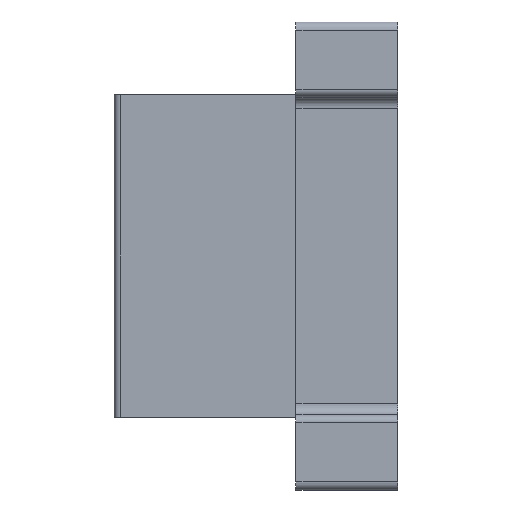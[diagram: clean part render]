
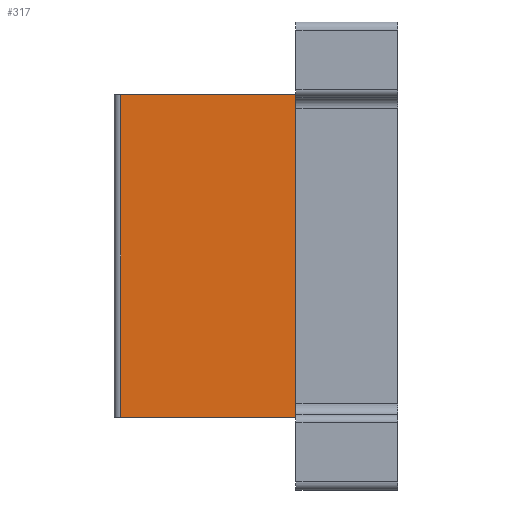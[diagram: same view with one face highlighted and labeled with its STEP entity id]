
A CAD part, left-side view. The second image highlights one B-rep face of the part: STEP entity #317.
In plain terms, the highlighted planar face has unit normal (-1, 0, 0).
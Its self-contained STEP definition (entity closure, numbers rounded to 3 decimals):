
#32 = VERTEX_POINT ( 'NONE', #783 ) ;
#53 = LINE ( 'NONE', #75, #418 ) ;
#75 = CARTESIAN_POINT ( 'NONE',  ( -14.75, -16.3, 30. ) ) ;
#317 = ADVANCED_FACE ( 'NONE', ( #1450 ), #4137, .F. ) ;
#418 = VECTOR ( 'NONE', #2062, 1000. ) ;
#593 = CARTESIAN_POINT ( 'NONE',  ( -14.75, -16.3, 30. ) ) ;
#641 = ORIENTED_EDGE ( 'NONE', *, *, #3051, .F. ) ;
#691 = EDGE_LOOP ( 'NONE', ( #1014, #2353, #641, #2254, #2497, #3501 ) ) ;
#752 = EDGE_CURVE ( 'NONE', #2882, #32, #1777, .T. ) ;
#783 = CARTESIAN_POINT ( 'NONE',  ( -14.75, 16.3, -30. ) ) ;
#785 = LINE ( 'NONE', #2795, #3135 ) ;
#871 = EDGE_CURVE ( 'NONE', #3862, #3989, #2867, .T. ) ;
#920 = LINE ( 'NONE', #593, #3337 ) ;
#1014 = ORIENTED_EDGE ( 'NONE', *, *, #1260, .T. ) ;
#1152 = VECTOR ( 'NONE', #2847, 1000. ) ;
#1224 = AXIS2_PLACEMENT_3D ( 'NONE', #3466, #2440, #4052 ) ;
#1260 = EDGE_CURVE ( 'NONE', #32, #3989, #3647, .T. ) ;
#1450 = FACE_OUTER_BOUND ( 'NONE', #691, .T. ) ;
#1595 = DIRECTION ( 'NONE',  ( 0., 0., -1. ) ) ;
#1775 = CARTESIAN_POINT ( 'NONE',  ( -14.75, -16.3, -29.5 ) ) ;
#1777 = LINE ( 'NONE', #4132, #3802 ) ;
#1992 = DIRECTION ( 'NONE',  ( 0., -1., 0. ) ) ;
#2062 = DIRECTION ( 'NONE',  ( 0., -1., 0. ) ) ;
#2090 = VERTEX_POINT ( 'NONE', #2343 ) ;
#2204 = CARTESIAN_POINT ( 'NONE',  ( -14.75, 16.3, 30. ) ) ;
#2254 = ORIENTED_EDGE ( 'NONE', *, *, #2407, .F. ) ;
#2334 = CARTESIAN_POINT ( 'NONE',  ( -14.75, -16.3, -30. ) ) ;
#2343 = CARTESIAN_POINT ( 'NONE',  ( -14.75, -16.3, 30. ) ) ;
#2353 = ORIENTED_EDGE ( 'NONE', *, *, #871, .F. ) ;
#2407 = EDGE_CURVE ( 'NONE', #2090, #2671, #920, .T. ) ;
#2440 = DIRECTION ( 'NONE',  ( 1., 0., 0. ) ) ;
#2497 = ORIENTED_EDGE ( 'NONE', *, *, #3730, .F. ) ;
#2599 = CARTESIAN_POINT ( 'NONE',  ( -14.75, -16.3, -30. ) ) ;
#2671 = VERTEX_POINT ( 'NONE', #3437 ) ;
#2760 = VECTOR ( 'NONE', #1992, 1000. ) ;
#2795 = CARTESIAN_POINT ( 'NONE',  ( -14.75, -16.3, 30. ) ) ;
#2847 = DIRECTION ( 'NONE',  ( 0., 0., -1. ) ) ;
#2867 = LINE ( 'NONE', #3831, #1152 ) ;
#2882 = VERTEX_POINT ( 'NONE', #2204 ) ;
#3051 = EDGE_CURVE ( 'NONE', #2671, #3862, #785, .T. ) ;
#3135 = VECTOR ( 'NONE', #4123, 1000. ) ;
#3337 = VECTOR ( 'NONE', #1595, 1000. ) ;
#3437 = CARTESIAN_POINT ( 'NONE',  ( -14.75, -16.3, 29.5 ) ) ;
#3466 = CARTESIAN_POINT ( 'NONE',  ( -14.75, -16.3, 30. ) ) ;
#3501 = ORIENTED_EDGE ( 'NONE', *, *, #752, .T. ) ;
#3647 = LINE ( 'NONE', #2334, #2760 ) ;
#3730 = EDGE_CURVE ( 'NONE', #2882, #2090, #53, .T. ) ;
#3802 = VECTOR ( 'NONE', #4067, 1000. ) ;
#3831 = CARTESIAN_POINT ( 'NONE',  ( -14.75, -16.3, 30. ) ) ;
#3862 = VERTEX_POINT ( 'NONE', #1775 ) ;
#3989 = VERTEX_POINT ( 'NONE', #2599 ) ;
#4052 = DIRECTION ( 'NONE',  ( 0., 0., -1. ) ) ;
#4067 = DIRECTION ( 'NONE',  ( 0., 0., -1. ) ) ;
#4123 = DIRECTION ( 'NONE',  ( 0., 0., -1. ) ) ;
#4132 = CARTESIAN_POINT ( 'NONE',  ( -14.75, 16.3, 30. ) ) ;
#4137 = PLANE ( 'NONE',  #1224 ) ;
